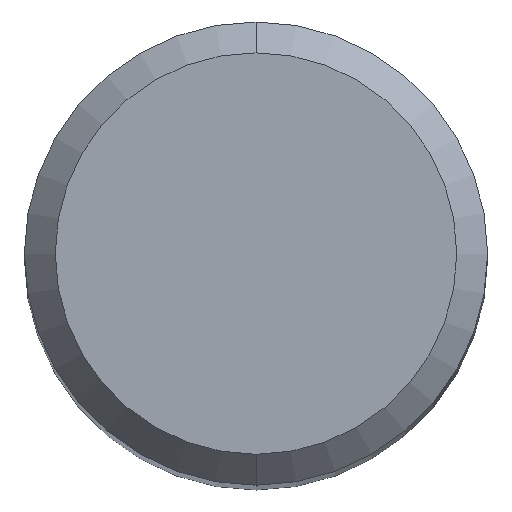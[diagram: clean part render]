
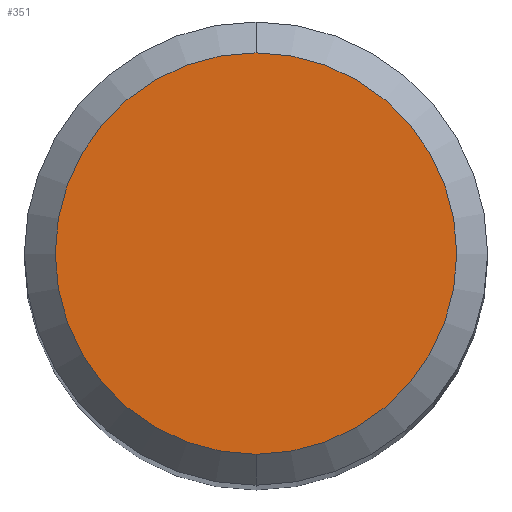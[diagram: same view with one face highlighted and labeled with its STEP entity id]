
A CAD part, top view. The second image highlights one B-rep face of the part: STEP entity #351.
In plain terms, the highlighted planar face has unit normal (0, 0, 1).
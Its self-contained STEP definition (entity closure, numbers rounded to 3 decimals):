
#255=EDGE_CURVE('',#419,#349,#555,.T.);
#349=VERTEX_POINT('',#657);
#351=ADVANCED_FACE('',(#659),#660,.T.);
#393=EDGE_CURVE('',#349,#419,#708,.T.);
#419=VERTEX_POINT('',#737);
#555=CIRCLE('',#971,2.6);
#657=CARTESIAN_POINT('',(0.,-2.6,0.0));
#659=FACE_OUTER_BOUND('',#1140,.T.);
#660=PLANE('',#1141);
#708=CIRCLE('',#1229,2.6);
#737=CARTESIAN_POINT('',(0.0,2.6,0.0));
#971=AXIS2_PLACEMENT_3D('',#1474,#1475,#1476);
#1140=EDGE_LOOP('',(#1579,#1580));
#1141=AXIS2_PLACEMENT_3D('',#1581,#1582,#1583);
#1229=AXIS2_PLACEMENT_3D('',#1651,#1652,#1653);
#1474=CARTESIAN_POINT('',(0.0,0.0,0.0));
#1475=DIRECTION('',(0.0,0.0,-1.0));
#1476=DIRECTION('',(0.0,1.0,0.0));
#1579=ORIENTED_EDGE('',*,*,#255,.F.);
#1580=ORIENTED_EDGE('',*,*,#393,.F.);
#1581=CARTESIAN_POINT('',(0.0,1.3,0.0));
#1582=DIRECTION('',(-0.0,0.0,1.0));
#1583=DIRECTION('',(0.0,-1.0,0.0));
#1651=CARTESIAN_POINT('',(0.0,0.0,0.0));
#1652=DIRECTION('',(0.0,0.0,-1.0));
#1653=DIRECTION('',(0.0,1.0,0.0));
